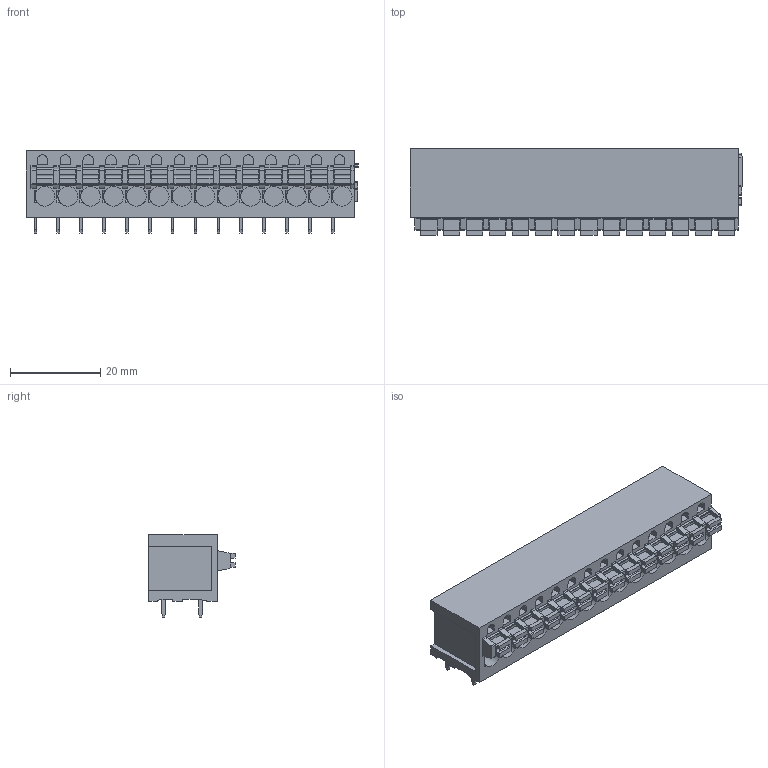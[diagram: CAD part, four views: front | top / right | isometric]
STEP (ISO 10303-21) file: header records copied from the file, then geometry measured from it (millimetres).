
FILE_DESCRIPTION(('CATIA V5 STEP Exchange','CAx-IF Rec.Pracs.--- Model Styling and Organization---1.2---2011-12-15'),'2;1');
FILE_NAME ('D1451109_0_1330840000_1330840000.stp','2018-09-07T11:00:10+00:00',('none'),('Weidmueller'),'CATIA Version 5-6 Release 2014','CATIA V5 STEP AP214','none');
FILE_SCHEMA(('AUTOMOTIVE_DESIGN { 1 0 10303 214 1 1 1 1 }'));
Length unit declared in the file: millimetre
Products named in the file (1): 1330840000
Bounding box: 73.77 x 19.2 x 18.3 mm (x, y, z)
Volume: 15224.3 mm3; surface area: 8971.7 mm2
Topology: 43 solids, 43 shells, 958 faces, 2523 edges, 1682 vertices
Faces by surface type: plane 743, cylinder 215
Entity records: 26681 total; most frequent: ORIENTED_EDGE 5046, CARTESIAN_POINT 4856, DIRECTION 3473, EDGE_CURVE 2523, VECTOR 2051, LINE 2051, VERTEX_POINT 1682, EDGE_LOOP 989
